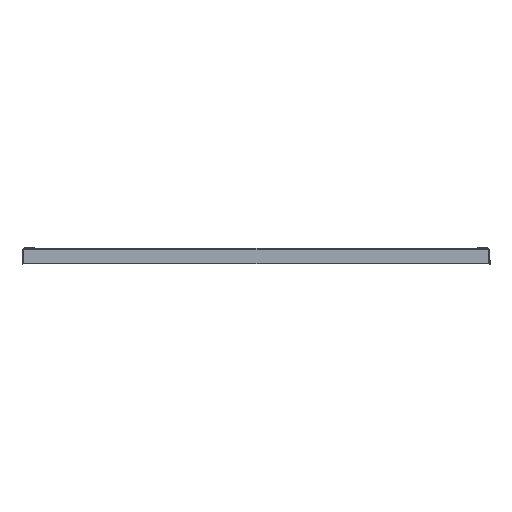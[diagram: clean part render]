
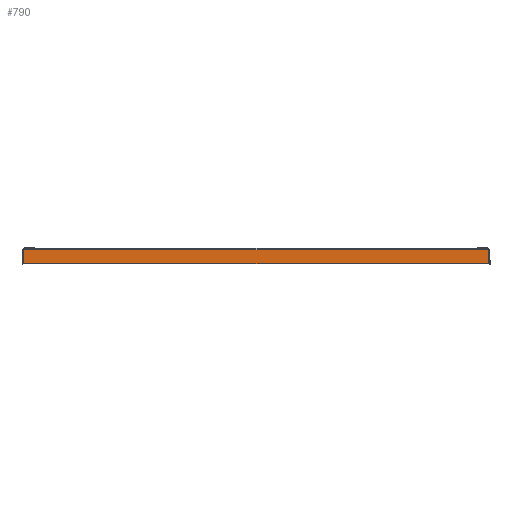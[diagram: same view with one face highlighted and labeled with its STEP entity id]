
A CAD part, left-side view. The second image highlights one B-rep face of the part: STEP entity #790.
In plain terms, the highlighted face is planar.
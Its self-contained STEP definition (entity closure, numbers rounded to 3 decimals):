
#90 = ORIENTED_EDGE ( 'NONE', *, *, #223, .T. ) ;
#99 = DIRECTION ( 'NONE',  ( 0., 1., 0. ) ) ;
#119 = EDGE_LOOP ( 'NONE', ( #1542, #90, #999, #883, #1506, #1579 ) ) ;
#151 = EDGE_CURVE ( 'NONE', #1022, #2403, #1843, .T. ) ;
#223 = EDGE_CURVE ( 'NONE', #623, #816, #627, .T. ) ;
#228 = CARTESIAN_POINT ( 'NONE',  ( 445., -15., -28. ) ) ;
#361 = DIRECTION ( 'NONE',  ( 0., -1., 0. ) ) ;
#379 = CIRCLE ( 'NONE', #2375, 2. ) ;
#383 = VECTOR ( 'NONE', #438, 1000. ) ;
#409 = VECTOR ( 'NONE', #1766, 1000. ) ;
#438 = DIRECTION ( 'NONE',  ( 0., 0., 1. ) ) ;
#453 = CARTESIAN_POINT ( 'NONE',  ( 447., -15., -3. ) ) ;
#508 = CARTESIAN_POINT ( 'NONE',  ( -447., -15., -3. ) ) ;
#524 = VERTEX_POINT ( 'NONE', #948 ) ;
#547 = VECTOR ( 'NONE', #1415, 1000. ) ;
#590 = CARTESIAN_POINT ( 'NONE',  ( -447., -15., 0. ) ) ;
#595 = DIRECTION ( 'NONE',  ( 0., 0., 1. ) ) ;
#623 = VERTEX_POINT ( 'NONE', #2096 ) ;
#627 = CIRCLE ( 'NONE', #2062, 2. ) ;
#675 = CARTESIAN_POINT ( 'NONE',  ( 0., -15., 0. ) ) ;
#745 = LINE ( 'NONE', #1928, #409 ) ;
#790 = ADVANCED_FACE ( 'NONE', ( #1913 ), #1592, .F. ) ;
#816 = VERTEX_POINT ( 'NONE', #1420 ) ;
#873 = DIRECTION ( 'NONE',  ( 0., 0., 1. ) ) ;
#883 = ORIENTED_EDGE ( 'NONE', *, *, #2300, .T. ) ;
#896 = LINE ( 'NONE', #2128, #383 ) ;
#948 = CARTESIAN_POINT ( 'NONE',  ( 447., -15., -28. ) ) ;
#999 = ORIENTED_EDGE ( 'NONE', *, *, #1818, .T. ) ;
#1022 = VERTEX_POINT ( 'NONE', #508 ) ;
#1068 = DIRECTION ( 'NONE',  ( 0., 0., 1. ) ) ;
#1151 = VECTOR ( 'NONE', #1519, 1000. ) ;
#1263 = DIRECTION ( 'NONE',  ( 0., -1., 0. ) ) ;
#1415 = DIRECTION ( 'NONE',  ( 1., 0., 0. ) ) ;
#1420 = CARTESIAN_POINT ( 'NONE',  ( -445., -15., -30. ) ) ;
#1506 = ORIENTED_EDGE ( 'NONE', *, *, #1955, .T. ) ;
#1519 = DIRECTION ( 'NONE',  ( 0., 0., -1. ) ) ;
#1542 = ORIENTED_EDGE ( 'NONE', *, *, #1657, .T. ) ;
#1579 = ORIENTED_EDGE ( 'NONE', *, *, #151, .F. ) ;
#1587 = LINE ( 'NONE', #590, #1151 ) ;
#1592 = PLANE ( 'NONE',  #1731 ) ;
#1657 = EDGE_CURVE ( 'NONE', #1022, #623, #1587, .T. ) ;
#1731 = AXIS2_PLACEMENT_3D ( 'NONE', #675, #99, #873 ) ;
#1735 = CARTESIAN_POINT ( 'NONE',  ( 445., -15., -30. ) ) ;
#1766 = DIRECTION ( 'NONE',  ( 1., 0., 0. ) ) ;
#1784 = VERTEX_POINT ( 'NONE', #1735 ) ;
#1818 = EDGE_CURVE ( 'NONE', #816, #1784, #745, .T. ) ;
#1843 = LINE ( 'NONE', #453, #547 ) ;
#1913 = FACE_OUTER_BOUND ( 'NONE', #119, .T. ) ;
#1928 = CARTESIAN_POINT ( 'NONE',  ( 0., -15., -30. ) ) ;
#1955 = EDGE_CURVE ( 'NONE', #524, #2403, #896, .T. ) ;
#2010 = CARTESIAN_POINT ( 'NONE',  ( -445., -15., -28. ) ) ;
#2062 = AXIS2_PLACEMENT_3D ( 'NONE', #2010, #1263, #1068 ) ;
#2096 = CARTESIAN_POINT ( 'NONE',  ( -447., -15., -28. ) ) ;
#2128 = CARTESIAN_POINT ( 'NONE',  ( 447., -15., 0. ) ) ;
#2300 = EDGE_CURVE ( 'NONE', #1784, #524, #379, .T. ) ;
#2302 = CARTESIAN_POINT ( 'NONE',  ( 447., -15., -3. ) ) ;
#2375 = AXIS2_PLACEMENT_3D ( 'NONE', #228, #361, #595 ) ;
#2403 = VERTEX_POINT ( 'NONE', #2302 ) ;
